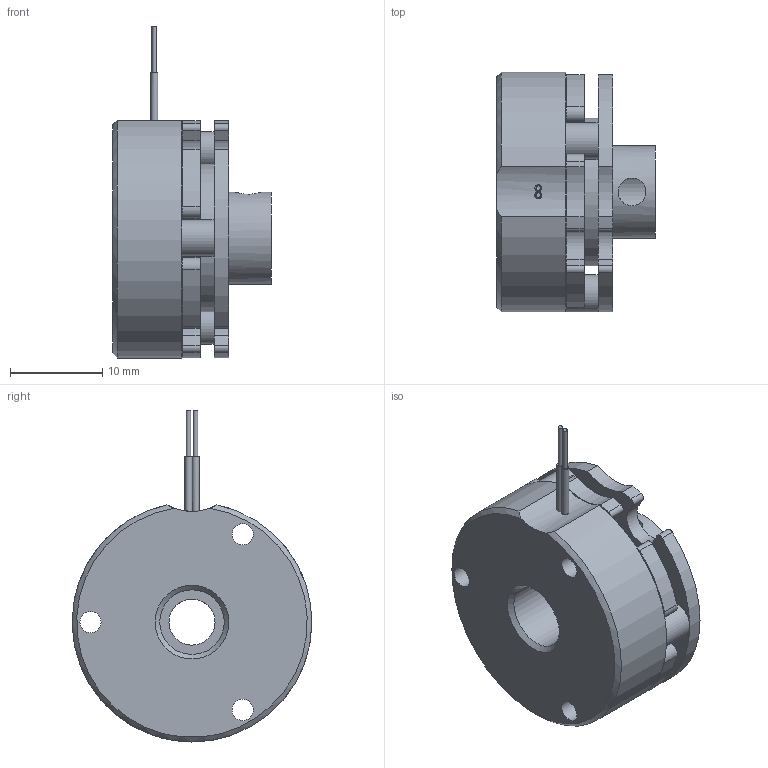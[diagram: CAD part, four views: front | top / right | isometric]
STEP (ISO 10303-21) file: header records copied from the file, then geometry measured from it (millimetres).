
FILE_DESCRIPTION (( 'STEP AP203' ), '1' );
FILE_NAME ('20339 - UTSEB-102-24.7-M05.STEP', '2021-10-05T14:35:54', ( '' ), ( '' ), 'SwSTEP 2.0', 'SolidWorks 2021', '' );
FILE_SCHEMA (( 'CONFIG_CONTROL_DESIGN' ));
Length unit declared in the file: millimetre
Products named in the file (7): 20339 BACKPLATE; 20339 ARMATURE; 20339 FRICTION DISC; 20339 - UTSEB-102-24.7-M05; 20339 SPACER; 20339 HUB; 20339 MAGBODY
Assembly tree (8 placements, depth 2):
  20339 - UTSEB-102-24.7-M05
    20339 MAGBODY
    20339 ARMATURE
    20339 FRICTION DISC
    20339 BACKPLATE
    20339 SPACER  x3
    20339 HUB
Bounding box: 17.18 x 26 x 36 mm (x, y, z)
Volume: 5578 mm3; surface area: 5044.8 mm2
Topology: 9 solids, 9 shells, 127 faces, 303 edges, 196 vertices
Faces by surface type: plane 63, cylinder 62, cone 2
Full cylindrical faces by diameter (mm): 0.5 x2, 0.762 x2, 2 x3, 2.3 x3, 3 x1, 4 x3, 5 x1, 7 x2, 10 x1, 12 x1, 16 x1
Entity records: 4371 total; most frequent: CARTESIAN_POINT 710, DIRECTION 648, ORIENTED_EDGE 542, EDGE_CURVE 271, AXIS2_PLACEMENT_3D 252, VERTEX_POINT 186, EDGE_LOOP 159, LINE 144
